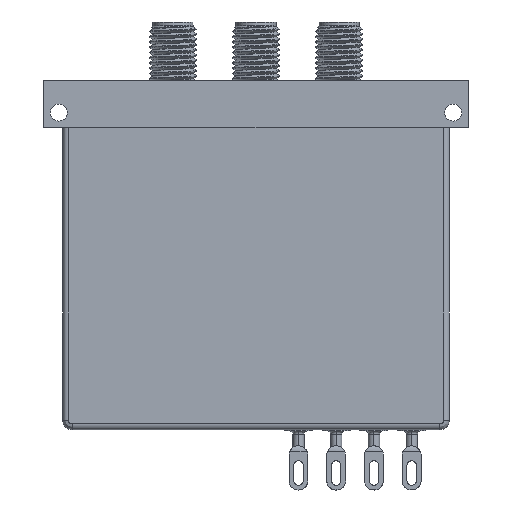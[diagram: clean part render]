
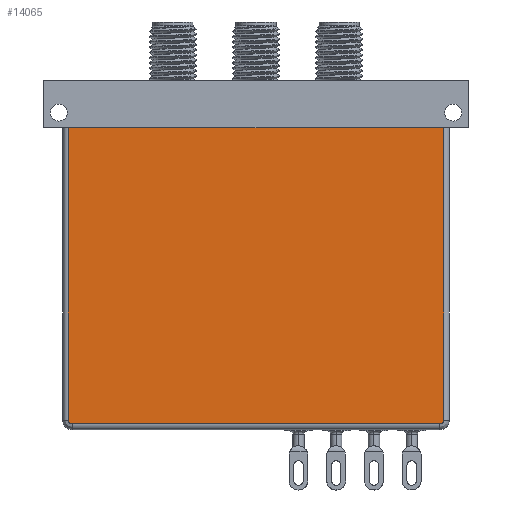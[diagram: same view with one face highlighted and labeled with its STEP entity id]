
A CAD part, front view. The second image highlights one B-rep face of the part: STEP entity #14065.
In plain terms, the highlighted planar face has unit normal (0, -1, 0).
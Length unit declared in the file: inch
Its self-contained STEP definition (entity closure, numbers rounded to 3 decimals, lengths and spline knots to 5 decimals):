
#2816 = VECTOR ( 'NONE', #23293, 39.37008 ) ;
#2866 = CARTESIAN_POINT ( 'NONE',  ( -0.975, -0.26, -0.895 ) ) ;
#4287 = ORIENTED_EDGE ( 'NONE', *, *, #23682, .T. ) ;
#4454 = EDGE_CURVE ( 'NONE', #36431, #7264, #46465, .T. ) ;
#5791 = ORIENTED_EDGE ( 'NONE', *, *, #7293, .T. ) ;
#7264 = VERTEX_POINT ( 'NONE', #17408 ) ;
#7293 = EDGE_CURVE ( 'NONE', #44206, #26099, #51665, .T. ) ;
#7453 = EDGE_CURVE ( 'NONE', #36431, #26099, #62400, .T. ) ;
#7937 = EDGE_LOOP ( 'NONE', ( #34652, #5791, #17904, #58604, #18140, #4287 ) ) ;
#7984 = CARTESIAN_POINT ( 'NONE',  ( -0.995, -0.26, -0.88672 ) ) ;
#8430 = CARTESIAN_POINT ( 'NONE',  ( -0.995, -0.26, 0. ) ) ;
#8437 = DIRECTION ( 'NONE',  ( 1., 0., 0. ) ) ;
#8849 = DIRECTION ( 'NONE',  ( 0., 0., -1. ) ) ;
#10084 = PLANE ( 'NONE',  #19061 ) ;
#10988 = CARTESIAN_POINT ( 'NONE',  ( -0.995, -0.26, 0.675 ) ) ;
#11750 = CARTESIAN_POINT ( 'NONE',  ( 0.995, -0.26, -0.875 ) ) ;
#14065 = ADVANCED_FACE ( 'NONE', ( #21056 ), #10084, .T. ) ;
#14974 = DIRECTION ( 'NONE',  ( 0., -1., 0. ) ) ;
#15660 = EDGE_CURVE ( 'NONE', #15976, #7264, #55195, .T. ) ;
#15976 = VERTEX_POINT ( 'NONE', #16450 ) ;
#16450 = CARTESIAN_POINT ( 'NONE',  ( -0.975, -0.26, -0.895 ) ) ;
#16627 = LINE ( 'NONE', #27598, #29646 ) ;
#17408 = CARTESIAN_POINT ( 'NONE',  ( -0.995, -0.26, -0.875 ) ) ;
#17904 = ORIENTED_EDGE ( 'NONE', *, *, #7453, .F. ) ;
#18140 = ORIENTED_EDGE ( 'NONE', *, *, #15660, .F. ) ;
#19061 = AXIS2_PLACEMENT_3D ( 'NONE', #43639, #14974, #49128 ) ;
#21056 = FACE_OUTER_BOUND ( 'NONE', #7937, .T. ) ;
#21372 = CARTESIAN_POINT ( 'NONE',  ( 0.98672, -0.26, -0.895 ) ) ;
#23293 = DIRECTION ( 'NONE',  ( 0., 0., 1. ) ) ;
#23682 = EDGE_CURVE ( 'NONE', #15976, #56825, #16627, .T. ) ;
#26099 = VERTEX_POINT ( 'NONE', #41194 ) ;
#27598 = CARTESIAN_POINT ( 'NONE',  ( 0., -0.26, -0.895 ) ) ;
#28934 = VECTOR ( 'NONE', #8849, 39.37008 ) ;
#28933 =( BOUNDED_CURVE ( )  B_SPLINE_CURVE ( 3, ( #11750, #60414, #21372, #36753 ),
 .UNSPECIFIED., .F., .F. ) 
 B_SPLINE_CURVE_WITH_KNOTS ( ( 4, 4 ),
 ( 0., 1. ),
 .UNSPECIFIED. ) 
 CURVE ( )  GEOMETRIC_REPRESENTATION_ITEM ( )  RATIONAL_B_SPLINE_CURVE ( ( 1., 0.805, 0.805, 1. ) ) 
 REPRESENTATION_ITEM ( '' )  );
#29646 = VECTOR ( 'NONE', #56349, 39.37008 ) ;
#30134 = CARTESIAN_POINT ( 'NONE',  ( 0.995, -0.26, -0.875 ) ) ;
#32325 = CARTESIAN_POINT ( 'NONE',  ( -0.995, -0.26, -0.875 ) ) ;
#34652 = ORIENTED_EDGE ( 'NONE', *, *, #43124, .F. ) ;
#36431 = VERTEX_POINT ( 'NONE', #10988 ) ;
#36753 = CARTESIAN_POINT ( 'NONE',  ( 0.975, -0.26, -0.895 ) ) ;
#37482 = CARTESIAN_POINT ( 'NONE',  ( 0.995, -0.26, 0. ) ) ;
#41194 = CARTESIAN_POINT ( 'NONE',  ( 0.995, -0.26, 0.675 ) ) ;
#42355 = CARTESIAN_POINT ( 'NONE',  ( -0.98672, -0.26, -0.895 ) ) ;
#42477 = CARTESIAN_POINT ( 'NONE',  ( 0.975, -0.26, -0.895 ) ) ;
#43124 = EDGE_CURVE ( 'NONE', #44206, #56825, #28933, .T. ) ;
#43639 = CARTESIAN_POINT ( 'NONE',  ( 0., -0.26, 0. ) ) ;
#44206 = VERTEX_POINT ( 'NONE', #30134 ) ;
#46465 = LINE ( 'NONE', #8430, #28934 ) ;
#49128 = DIRECTION ( 'NONE',  ( 0., 0., -1. ) ) ;
#49378 = VECTOR ( 'NONE', #8437, 39.37008 ) ;
#51665 = LINE ( 'NONE', #37482, #2816 ) ;
#52573 = CARTESIAN_POINT ( 'NONE',  ( -1.17757, -0.26, 0.675 ) ) ;
#55195 =( BOUNDED_CURVE ( )  B_SPLINE_CURVE ( 3, ( #2866, #42355, #7984, #32325 ),
 .UNSPECIFIED., .F., .F. ) 
 B_SPLINE_CURVE_WITH_KNOTS ( ( 4, 4 ),
 ( 0., 1. ),
 .UNSPECIFIED. ) 
 CURVE ( )  GEOMETRIC_REPRESENTATION_ITEM ( )  RATIONAL_B_SPLINE_CURVE ( ( 1., 0.805, 0.805, 1. ) ) 
 REPRESENTATION_ITEM ( '' )  );
#56349 = DIRECTION ( 'NONE',  ( 1., 0., 0. ) ) ;
#56825 = VERTEX_POINT ( 'NONE', #42477 ) ;
#58604 = ORIENTED_EDGE ( 'NONE', *, *, #4454, .T. ) ;
#60414 = CARTESIAN_POINT ( 'NONE',  ( 0.995, -0.26, -0.88672 ) ) ;
#62400 = LINE ( 'NONE', #52573, #49378 ) ;
